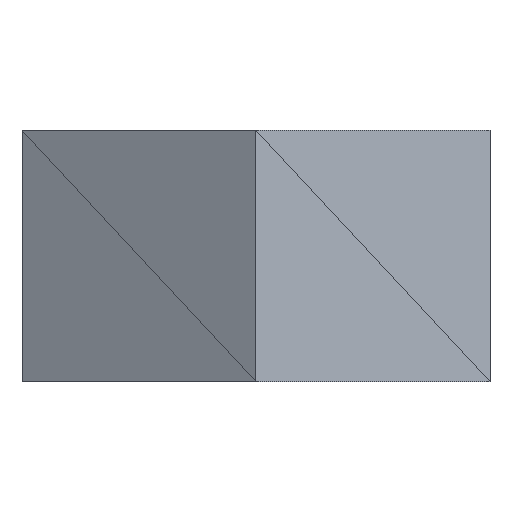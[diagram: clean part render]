
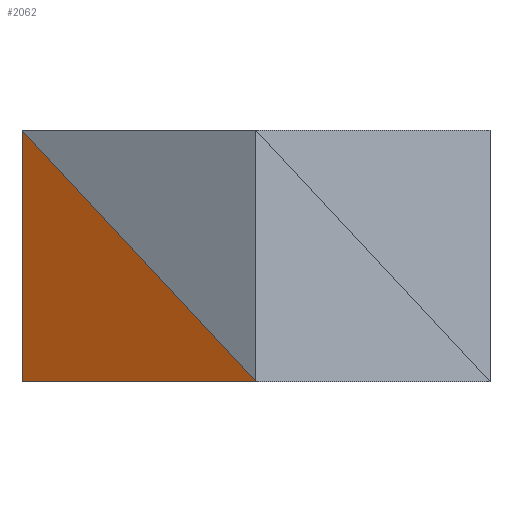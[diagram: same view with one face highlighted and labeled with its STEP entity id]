
A CAD part, left-side view. The second image highlights one B-rep face of the part: STEP entity #2062.
In plain terms, the highlighted planar face has unit normal (-0.866, 0.5, 0).
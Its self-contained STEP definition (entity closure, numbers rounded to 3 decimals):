
#1400 = VERTEX_POINT('',#1401);
#1401 = CARTESIAN_POINT('',(-2.957,5.122,5.5));
#1458 = VERTEX_POINT('',#1459);
#1459 = CARTESIAN_POINT('',(-5.914,0.,0.));
#1480 = PLANE('',#1481);
#1481 = AXIS2_PLACEMENT_3D('',#1482,#1483,#1484);
#1482 = CARTESIAN_POINT('',(-3.999,2.303,0.));
#1483 = DIRECTION('',(-0.,-0.,-1.));
#1484 = DIRECTION('',(-1.,0.,0.));
#1724 = VERTEX_POINT('',#1725);
#1725 = CARTESIAN_POINT('',(-2.957,5.122,0.));
#1948 = PLANE('',#1949);
#1949 = AXIS2_PLACEMENT_3D('',#1950,#1951,#1952);
#1950 = CARTESIAN_POINT('',(-0.834,5.122,
    1.916));
#1951 = DIRECTION('',(0.,1.,0.));
#1952 = DIRECTION('',(0.,-0.,1.));
#2037 = EDGE_CURVE('',#1400,#1724,#2038,.T.);
#2038 = SURFACE_CURVE('',#2039,(#2043,#2050),.PCURVE_S1.);
#2039 = LINE('',#2040,#2041);
#2040 = CARTESIAN_POINT('',(-2.957,5.122,5.5));
#2041 = VECTOR('',#2042,1.);
#2042 = DIRECTION('',(0.,0.,-1.));
#2043 = PCURVE('',#1948,#2044);
#2044 = DEFINITIONAL_REPRESENTATION('',(#2045),#2049);
#2045 = LINE('',#2046,#2047);
#2046 = CARTESIAN_POINT('',(3.584,-2.123));
#2047 = VECTOR('',#2048,1.);
#2048 = DIRECTION('',(-1.,0.));
#2049 = ( GEOMETRIC_REPRESENTATION_CONTEXT(2) 
PARAMETRIC_REPRESENTATION_CONTEXT() REPRESENTATION_CONTEXT('2D SPACE',''
  ) );
#2050 = PCURVE('',#2051,#2056);
#2051 = PLANE('',#2052);
#2052 = AXIS2_PLACEMENT_3D('',#2053,#2054,#2055);
#2053 = CARTESIAN_POINT('',(-4.018,3.284,
    1.916));
#2054 = DIRECTION('',(-0.866,0.5,-0.));
#2055 = DIRECTION('',(-0.5,-0.866,0.));
#2056 = DEFINITIONAL_REPRESENTATION('',(#2057),#2061);
#2057 = LINE('',#2058,#2059);
#2058 = CARTESIAN_POINT('',(-2.123,3.584));
#2059 = VECTOR('',#2060,1.);
#2060 = DIRECTION('',(-0.,-1.));
#2061 = ( GEOMETRIC_REPRESENTATION_CONTEXT(2) 
PARAMETRIC_REPRESENTATION_CONTEXT() REPRESENTATION_CONTEXT('2D SPACE',''
  ) );
#2062 = ADVANCED_FACE('',(#2063),#2051,.T.);
#2063 = FACE_BOUND('',#2064,.T.);
#2064 = EDGE_LOOP('',(#2065,#2091,#2092));
#2065 = ORIENTED_EDGE('',*,*,#2066,.T.);
#2066 = EDGE_CURVE('',#1458,#1400,#2067,.T.);
#2067 = SURFACE_CURVE('',#2068,(#2072,#2079),.PCURVE_S1.);
#2068 = LINE('',#2069,#2070);
#2069 = CARTESIAN_POINT('',(-5.914,0.,0.));
#2070 = VECTOR('',#2071,1.);
#2071 = DIRECTION('',(0.366,0.634,0.681));
#2072 = PCURVE('',#2051,#2073);
#2073 = DEFINITIONAL_REPRESENTATION('',(#2074),#2078);
#2074 = LINE('',#2075,#2076);
#2075 = CARTESIAN_POINT('',(3.792,-1.916));
#2076 = VECTOR('',#2077,1.);
#2077 = DIRECTION('',(-0.732,0.681));
#2078 = ( GEOMETRIC_REPRESENTATION_CONTEXT(2) 
PARAMETRIC_REPRESENTATION_CONTEXT() REPRESENTATION_CONTEXT('2D SPACE',''
  ) );
#2079 = PCURVE('',#2080,#2085);
#2080 = PLANE('',#2081);
#2081 = AXIS2_PLACEMENT_3D('',#2082,#2083,#2084);
#2082 = CARTESIAN_POINT('',(-4.853,1.838,
    3.584));
#2083 = DIRECTION('',(-0.866,0.5,-0.));
#2084 = DIRECTION('',(-0.5,-0.866,0.));
#2085 = DEFINITIONAL_REPRESENTATION('',(#2086),#2090);
#2086 = LINE('',#2087,#2088);
#2087 = CARTESIAN_POINT('',(2.123,-3.584));
#2088 = VECTOR('',#2089,1.);
#2089 = DIRECTION('',(-0.732,0.681));
#2090 = ( GEOMETRIC_REPRESENTATION_CONTEXT(2) 
PARAMETRIC_REPRESENTATION_CONTEXT() REPRESENTATION_CONTEXT('2D SPACE',''
  ) );
#2091 = ORIENTED_EDGE('',*,*,#2037,.T.);
#2092 = ORIENTED_EDGE('',*,*,#2093,.T.);
#2093 = EDGE_CURVE('',#1724,#1458,#2094,.T.);
#2094 = SURFACE_CURVE('',#2095,(#2099,#2106),.PCURVE_S1.);
#2095 = LINE('',#2096,#2097);
#2096 = CARTESIAN_POINT('',(-2.957,5.122,0.));
#2097 = VECTOR('',#2098,1.);
#2098 = DIRECTION('',(-0.5,-0.866,0.));
#2099 = PCURVE('',#2051,#2100);
#2100 = DEFINITIONAL_REPRESENTATION('',(#2101),#2105);
#2101 = LINE('',#2102,#2103);
#2102 = CARTESIAN_POINT('',(-2.123,-1.916));
#2103 = VECTOR('',#2104,1.);
#2104 = DIRECTION('',(1.,0.));
#2105 = ( GEOMETRIC_REPRESENTATION_CONTEXT(2) 
PARAMETRIC_REPRESENTATION_CONTEXT() REPRESENTATION_CONTEXT('2D SPACE',''
  ) );
#2106 = PCURVE('',#1480,#2107);
#2107 = DEFINITIONAL_REPRESENTATION('',(#2108),#2112);
#2108 = LINE('',#2109,#2110);
#2109 = CARTESIAN_POINT('',(-1.042,2.819));
#2110 = VECTOR('',#2111,1.);
#2111 = DIRECTION('',(0.5,-0.866));
#2112 = ( GEOMETRIC_REPRESENTATION_CONTEXT(2) 
PARAMETRIC_REPRESENTATION_CONTEXT() REPRESENTATION_CONTEXT('2D SPACE',''
  ) );
